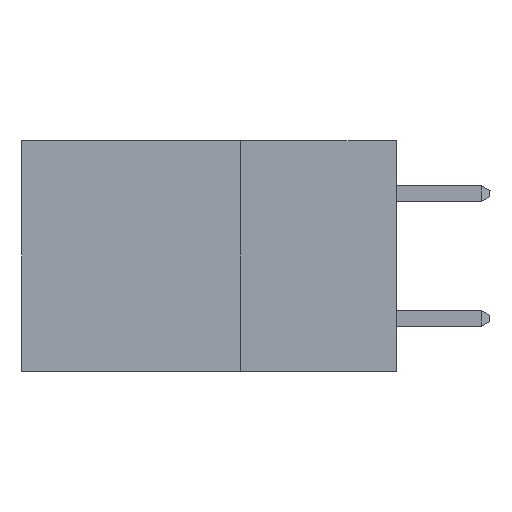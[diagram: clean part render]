
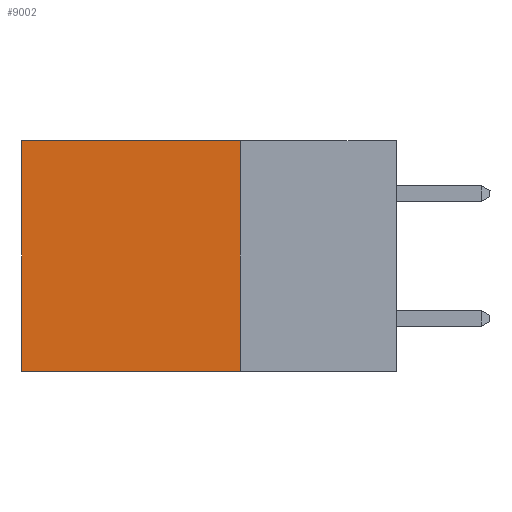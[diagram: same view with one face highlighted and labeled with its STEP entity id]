
A CAD part, left-side view. The second image highlights one B-rep face of the part: STEP entity #9002.
In plain terms, the highlighted planar face has unit normal (-1, 0, 0).
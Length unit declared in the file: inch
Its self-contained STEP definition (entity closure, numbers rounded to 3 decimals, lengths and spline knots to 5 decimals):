
#720 = CARTESIAN_POINT ( 'NONE',  ( 0.298, 0.25, -0.37 ) ) ;
#2345 = CARTESIAN_POINT ( 'NONE',  ( 0.298, 0.6, 0. ) ) ;
#2695 = ORIENTED_EDGE ( 'NONE', *, *, #28878, .T. ) ;
#4550 = VERTEX_POINT ( 'NONE', #10218 ) ;
#4653 = VERTEX_POINT ( 'NONE', #31014 ) ;
#5215 = DIRECTION ( 'NONE',  ( 0., 0., -1. ) ) ;
#5306 = EDGE_CURVE ( 'NONE', #4653, #15595, #19545, .T. ) ;
#5968 = VECTOR ( 'NONE', #17280, 39.37008 ) ;
#6473 = LINE ( 'NONE', #720, #17227 ) ;
#6934 = CARTESIAN_POINT ( 'NONE',  ( 0.298, 0.25, 0. ) ) ;
#9002 = ADVANCED_FACE ( 'NONE', ( #20939 ), #27657, .F. ) ;
#9402 = DIRECTION ( 'NONE',  ( 0., 0., -1. ) ) ;
#9738 = DIRECTION ( 'NONE',  ( 1., 0., 0. ) ) ;
#9954 = ORIENTED_EDGE ( 'NONE', *, *, #11411, .F. ) ;
#10218 = CARTESIAN_POINT ( 'NONE',  ( 0.298, 0.25, 0. ) ) ;
#11411 = EDGE_CURVE ( 'NONE', #4550, #20211, #11591, .T. ) ;
#11591 = LINE ( 'NONE', #17933, #26023 ) ;
#13145 = EDGE_LOOP ( 'NONE', ( #28916, #13318, #9954, #2695 ) ) ;
#13318 = ORIENTED_EDGE ( 'NONE', *, *, #32628, .F. ) ;
#13675 = CARTESIAN_POINT ( 'NONE',  ( 0.298, 0.25, 0. ) ) ;
#13785 = DIRECTION ( 'NONE',  ( 0., 1., 0. ) ) ;
#14552 = AXIS2_PLACEMENT_3D ( 'NONE', #6934, #9738, #9402 ) ;
#15072 = VECTOR ( 'NONE', #13785, 39.37008 ) ;
#15463 = LINE ( 'NONE', #13675, #15072 ) ;
#15595 = VERTEX_POINT ( 'NONE', #29842 ) ;
#17227 = VECTOR ( 'NONE', #29053, 39.37008 ) ;
#17280 = DIRECTION ( 'NONE',  ( 0., 0., -1. ) ) ;
#17933 = CARTESIAN_POINT ( 'NONE',  ( 0.298, 0.25, 0. ) ) ;
#19545 = LINE ( 'NONE', #2345, #5968 ) ;
#20211 = VERTEX_POINT ( 'NONE', #32638 ) ;
#20939 = FACE_OUTER_BOUND ( 'NONE', #13145, .T. ) ;
#26023 = VECTOR ( 'NONE', #5215, 39.37008 ) ;
#27657 = PLANE ( 'NONE',  #14552 ) ;
#28878 = EDGE_CURVE ( 'NONE', #4550, #4653, #15463, .T. ) ;
#28916 = ORIENTED_EDGE ( 'NONE', *, *, #5306, .T. ) ;
#29053 = DIRECTION ( 'NONE',  ( 0., 1., 0. ) ) ;
#29842 = CARTESIAN_POINT ( 'NONE',  ( 0.298, 0.6, -0.37 ) ) ;
#31014 = CARTESIAN_POINT ( 'NONE',  ( 0.298, 0.6, 0. ) ) ;
#32628 = EDGE_CURVE ( 'NONE', #20211, #15595, #6473, .T. ) ;
#32638 = CARTESIAN_POINT ( 'NONE',  ( 0.298, 0.25, -0.37 ) ) ;
